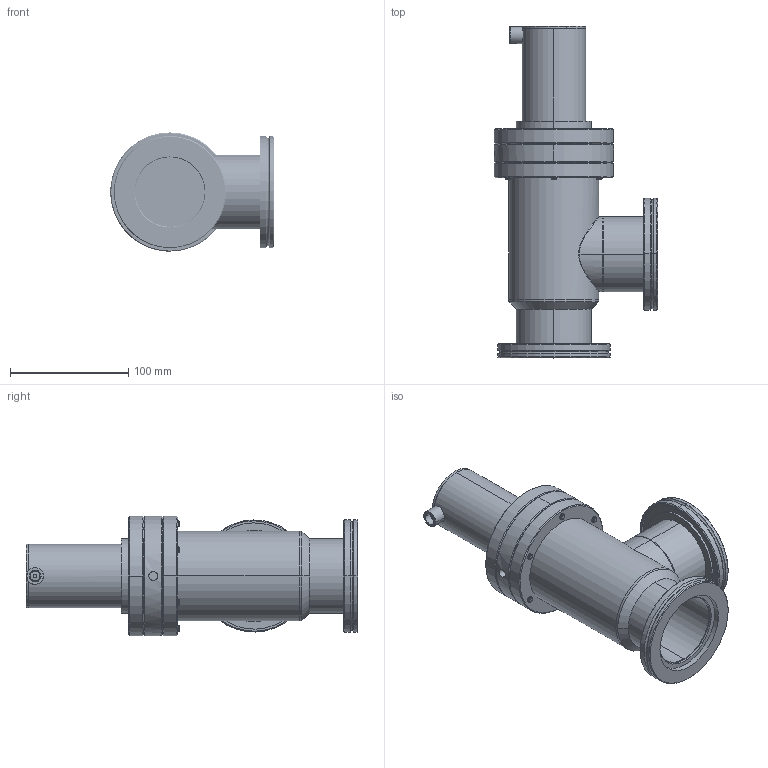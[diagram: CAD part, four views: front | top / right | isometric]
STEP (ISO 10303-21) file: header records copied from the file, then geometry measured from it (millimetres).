
FILE_DESCRIPTION (( 'STEP AP203' ), '1' );
FILE_NAME ('ESVPA-S06200.STEP', '2023-06-21T19:09:21', ( '' ), ( '' ), 'SwSTEP 2.0', 'SolidWorks 2020', '' );
FILE_SCHEMA (( 'CONFIG_CONTROL_DESIGN' ));
Products named in the file (1): ESVPA-S06200
Bounding box: 138.37 x 281.05 x 100.97 mm (x, y, z)
Volume: 425313.2 mm3; surface area: 226435.4 mm2
Topology: 20 solids, 20 shells, 1133 faces, 3010 edges, 1949 vertices
Faces by surface type: cylinder 856, cone 129, plane 120, bspline 16, torus 12
Entity records: 58935 total; most frequent: CARTESIAN_POINT 34544, ORIENTED_EDGE 6020, DIRECTION 4272, EDGE_CURVE 3010, VERTEX_POINT 1949, AXIS2_PLACEMENT_3D 1627, EDGE_LOOP 1233, ADVANCED_FACE 1133
